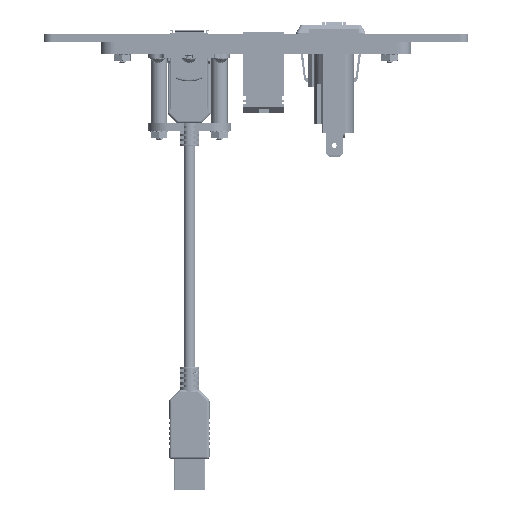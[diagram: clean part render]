
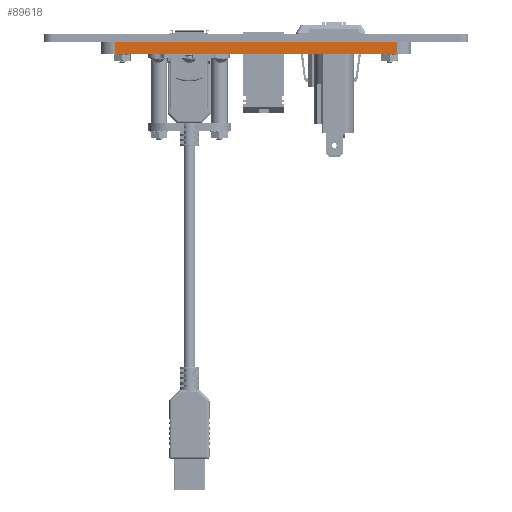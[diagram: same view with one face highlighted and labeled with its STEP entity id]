
A CAD part, front view. The second image highlights one B-rep face of the part: STEP entity #89618.
In plain terms, the highlighted planar face has unit normal (0, -1, 0).
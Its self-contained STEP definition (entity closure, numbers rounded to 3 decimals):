
#175 = CARTESIAN_POINT ( 'NONE',  ( -119.563, 56.01, 0. ) ) ;
#1605 = DIRECTION ( 'NONE',  ( 0., 0., 1. ) ) ;
#2410 = DIRECTION ( 'NONE',  ( 1., 0., 0. ) ) ;
#4478 = AXIS2_PLACEMENT_3D ( 'NONE', #75558, #16392, #1605 ) ;
#5611 = ORIENTED_EDGE ( 'NONE', *, *, #78277, .T. ) ;
#6256 = LINE ( 'NONE', #87393, #63286 ) ;
#7309 = EDGE_CURVE ( 'NONE', #11094, #46365, #25003, .T. ) ;
#9334 = DIRECTION ( 'NONE',  ( 1., 0., 0. ) ) ;
#9781 = LINE ( 'NONE', #44665, #75846 ) ;
#11094 = VERTEX_POINT ( 'NONE', #36985 ) ;
#16392 = DIRECTION ( 'NONE',  ( 0., 1., 0. ) ) ;
#23937 = CARTESIAN_POINT ( 'NONE',  ( -229.261, 56.01, 4.572 ) ) ;
#25003 = LINE ( 'NONE', #83672, #51637 ) ;
#29207 = VERTEX_POINT ( 'NONE', #45483 ) ;
#30750 = PLANE ( 'NONE',  #4478 ) ;
#36549 = ORIENTED_EDGE ( 'NONE', *, *, #7309, .F. ) ;
#36985 = CARTESIAN_POINT ( 'NONE',  ( -119.563, 56.01, 4.572 ) ) ;
#37808 = LINE ( 'NONE', #23937, #54952 ) ;
#44665 = CARTESIAN_POINT ( 'NONE',  ( -229.261, 56.01, 0. ) ) ;
#45483 = CARTESIAN_POINT ( 'NONE',  ( -229.261, 56.01, 0. ) ) ;
#46365 = VERTEX_POINT ( 'NONE', #175 ) ;
#51637 = VECTOR ( 'NONE', #83198, 1000. ) ;
#54952 = VECTOR ( 'NONE', #2410, 1000. ) ;
#61825 = CARTESIAN_POINT ( 'NONE',  ( -229.261, 56.01, 4.572 ) ) ;
#63286 = VECTOR ( 'NONE', #73071, 1000. ) ;
#73071 = DIRECTION ( 'NONE',  ( 0., 0., -1. ) ) ;
#74844 = EDGE_CURVE ( 'NONE', #92792, #29207, #6256, .T. ) ;
#75110 = FACE_OUTER_BOUND ( 'NONE', #89792, .T. ) ;
#75558 = CARTESIAN_POINT ( 'NONE',  ( -229.261, 56.01, 4.572 ) ) ;
#75846 = VECTOR ( 'NONE', #9334, 1000. ) ;
#78277 = EDGE_CURVE ( 'NONE', #29207, #46365, #9781, .T. ) ;
#78791 = ORIENTED_EDGE ( 'NONE', *, *, #89996, .F. ) ;
#83198 = DIRECTION ( 'NONE',  ( 0., 0., -1. ) ) ;
#83672 = CARTESIAN_POINT ( 'NONE',  ( -119.563, 56.01, 4.572 ) ) ;
#87393 = CARTESIAN_POINT ( 'NONE',  ( -229.261, 56.01, 4.572 ) ) ;
#89618 = ADVANCED_FACE ( 'NONE', ( #75110 ), #30750, .F. ) ;
#89792 = EDGE_LOOP ( 'NONE', ( #5611, #36549, #78791, #93368 ) ) ;
#89996 = EDGE_CURVE ( 'NONE', #92792, #11094, #37808, .T. ) ;
#92792 = VERTEX_POINT ( 'NONE', #61825 ) ;
#93368 = ORIENTED_EDGE ( 'NONE', *, *, #74844, .T. ) ;
